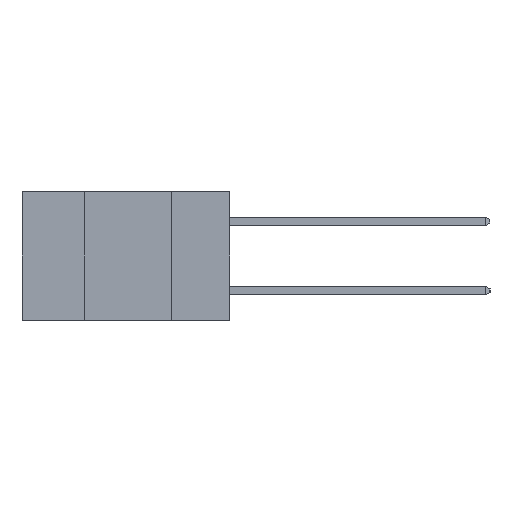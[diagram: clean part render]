
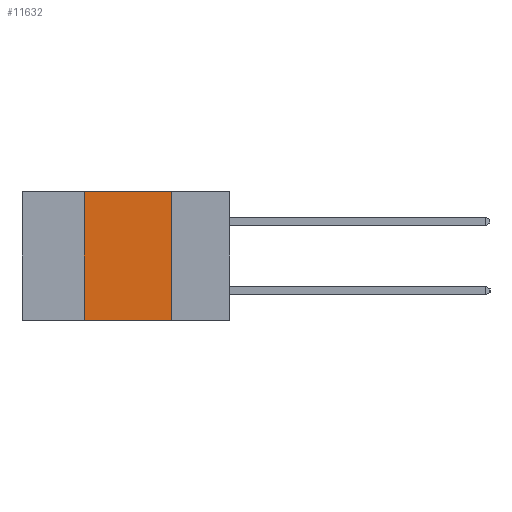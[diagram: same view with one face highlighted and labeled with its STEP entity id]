
A CAD part, left-side view. The second image highlights one B-rep face of the part: STEP entity #11632.
In plain terms, the highlighted planar face has unit normal (-1, 0, 0).
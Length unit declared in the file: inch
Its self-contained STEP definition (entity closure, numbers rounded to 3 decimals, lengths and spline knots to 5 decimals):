
#104 = DIRECTION ( 'NONE',  ( 0., 0., -1. ) ) ;
#108 = VECTOR ( 'NONE', #15686, 39.37008 ) ;
#466 = CARTESIAN_POINT ( 'NONE',  ( 0., 0.17, -0.37 ) ) ;
#490 = VERTEX_POINT ( 'NONE', #10622 ) ;
#1200 = CARTESIAN_POINT ( 'NONE',  ( 0., 0.17, -0.37 ) ) ;
#2689 = VECTOR ( 'NONE', #3083, 39.37008 ) ;
#3045 = CARTESIAN_POINT ( 'NONE',  ( 0., 0.6, 0. ) ) ;
#3083 = DIRECTION ( 'NONE',  ( 0., -1., 0. ) ) ;
#3231 = ORIENTED_EDGE ( 'NONE', *, *, #11885, .F. ) ;
#3420 = ORIENTED_EDGE ( 'NONE', *, *, #5991, .T. ) ;
#3542 = ORIENTED_EDGE ( 'NONE', *, *, #12689, .F. ) ;
#4267 = EDGE_LOOP ( 'NONE', ( #3542, #3231, #4575, #3420 ) ) ;
#4575 = ORIENTED_EDGE ( 'NONE', *, *, #7672, .F. ) ;
#4669 = DIRECTION ( 'NONE',  ( 0., 0., -1. ) ) ;
#4671 = DIRECTION ( 'NONE',  ( 1., 0., 0. ) ) ;
#4719 = PLANE ( 'NONE',  #10385 ) ;
#4819 = CARTESIAN_POINT ( 'NONE',  ( 0., 0.6, 0. ) ) ;
#5991 = EDGE_CURVE ( 'NONE', #490, #8411, #7419, .T. ) ;
#7419 = LINE ( 'NONE', #12690, #10372 ) ;
#7561 = CARTESIAN_POINT ( 'NONE',  ( 0., 0.17, 0. ) ) ;
#7672 = EDGE_CURVE ( 'NONE', #490, #8583, #9920, .T. ) ;
#8411 = VERTEX_POINT ( 'NONE', #466 ) ;
#8583 = VERTEX_POINT ( 'NONE', #14188 ) ;
#9920 = LINE ( 'NONE', #15961, #108 ) ;
#10372 = VECTOR ( 'NONE', #12676, 39.37008 ) ;
#10385 = AXIS2_PLACEMENT_3D ( 'NONE', #4819, #4671, #4669 ) ;
#10622 = CARTESIAN_POINT ( 'NONE',  ( 0., 0.42, -0.37 ) ) ;
#11170 = VERTEX_POINT ( 'NONE', #7561 ) ;
#11632 = ADVANCED_FACE ( 'NONE', ( #12933 ), #4719, .F. ) ;
#11885 = EDGE_CURVE ( 'NONE', #8583, #11170, #12734, .T. ) ;
#12676 = DIRECTION ( 'NONE',  ( 0., -1., 0. ) ) ;
#12689 = EDGE_CURVE ( 'NONE', #11170, #8411, #14529, .T. ) ;
#12690 = CARTESIAN_POINT ( 'NONE',  ( 0., 0.6, -0.37 ) ) ;
#12734 = LINE ( 'NONE', #3045, #2689 ) ;
#12933 = FACE_OUTER_BOUND ( 'NONE', #4267, .T. ) ;
#14182 = VECTOR ( 'NONE', #104, 39.37008 ) ;
#14188 = CARTESIAN_POINT ( 'NONE',  ( 0., 0.42, 0. ) ) ;
#14529 = LINE ( 'NONE', #1200, #14182 ) ;
#15686 = DIRECTION ( 'NONE',  ( 0., 0., 1. ) ) ;
#15961 = CARTESIAN_POINT ( 'NONE',  ( 0., 0.42, -0.37 ) ) ;
